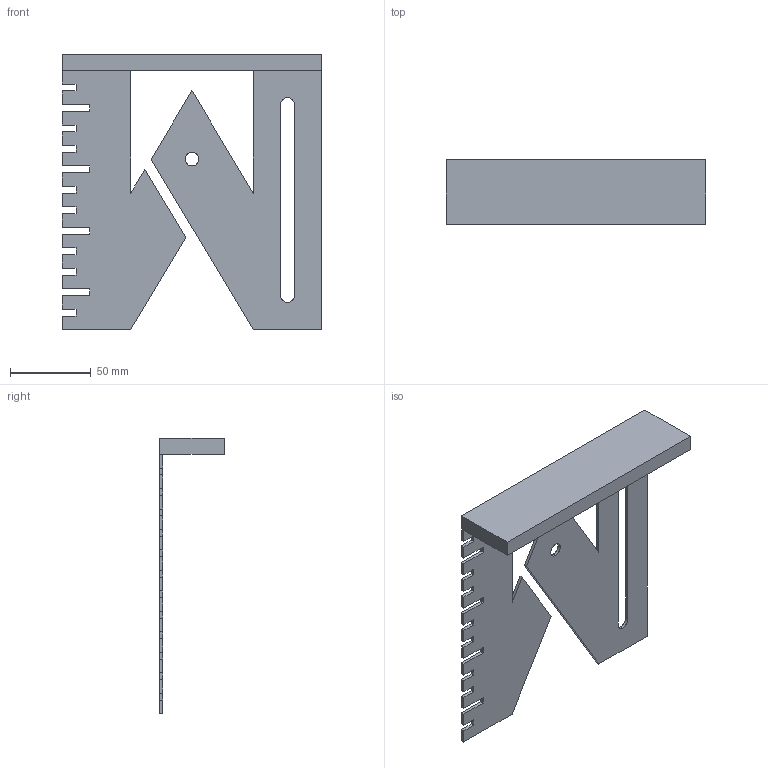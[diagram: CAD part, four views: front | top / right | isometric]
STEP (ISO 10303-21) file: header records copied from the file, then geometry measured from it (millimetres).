
FILE_DESCRIPTION(/* description */ (''),/* implementation_level */ '2;1');
FILE_NAME(/* name */ 'SLMS LOGO v3.stp',/* time_stamp */ '2021-10-12T21:20:23+01:00',/* author */ (''),/* organization */ (''),/* preprocessor_version */ 'ST-DEVELOPER v18.1',/* originating_system */ 'Autodesk Translation Framework v10.10.0.1391',/* authorisation */ '');
FILE_SCHEMA (('AUTOMOTIVE_DESIGN { 1 0 10303 214 3 1 1 }'));
Length unit declared in the file: millimetre
Products named in the file (1): SLMS LOGO
Bounding box: 160.87 x 40 x 170.87 mm (x, y, z)
Volume: 100465.7 mm3; surface area: 56175.3 mm2
Topology: 3 solids, 3 shells, 82 faces, 228 edges, 152 vertices
Faces by surface type: plane 74, bspline 8
Entity records: 2635 total; most frequent: CARTESIAN_POINT 567, ORIENTED_EDGE 456, DIRECTION 362, EDGE_CURVE 228, LINE 212, VECTOR 212, VERTEX_POINT 152, EDGE_LOOP 86
